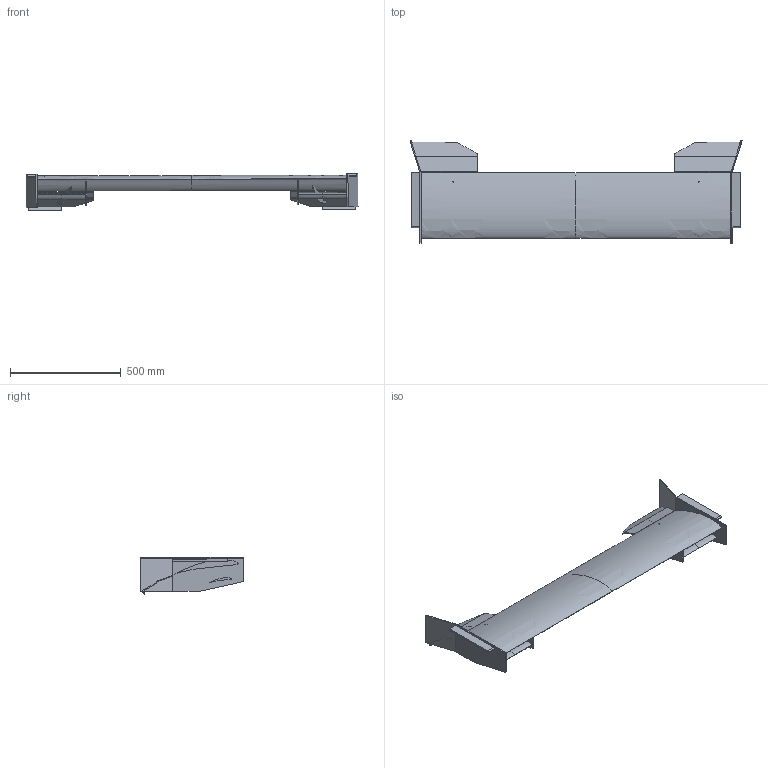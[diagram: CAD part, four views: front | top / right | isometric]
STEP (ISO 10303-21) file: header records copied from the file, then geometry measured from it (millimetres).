
FILE_DESCRIPTION(('CATIA V5 STEP Exchange'),'2;1');
FILE_NAME('frontwing.stp','2018-12-07T15:43:53+00:00',('none'),('none'),'CATIA Version 5 Release 17 (IN-10)','CATIA V5 STEP AP203','none');
FILE_SCHEMA(('CONFIG_CONTROL_DESIGN'));
Length unit declared in the file: millimetre
Products named in the file (1): frontwing
Assembly tree (10 placements, depth 2):
  frontwing
    #56
    #505
    #5937
    #6455
    #8608
    #11055
    #16487
    #17005
    #17454
    #19607
Bounding box: 1500.23 x 464.69 x 168.01 mm (x, y, z)
Volume: 9392125.1 mm3; surface area: 1526659 mm2
Topology: 14 solids, 14 shells, 124 faces, 268 edges, 176 vertices
Faces by surface type: plane 94, bspline 18, cylinder 12
Entity records: 22025 total; most frequent: CARTESIAN_POINT 19294, ORIENTED_EDGE 536, DIRECTION 440, EDGE_CURVE 268, VECTOR 192, LINE 192, VERTEX_POINT 176, AXIS2_PLACEMENT_3D 136
